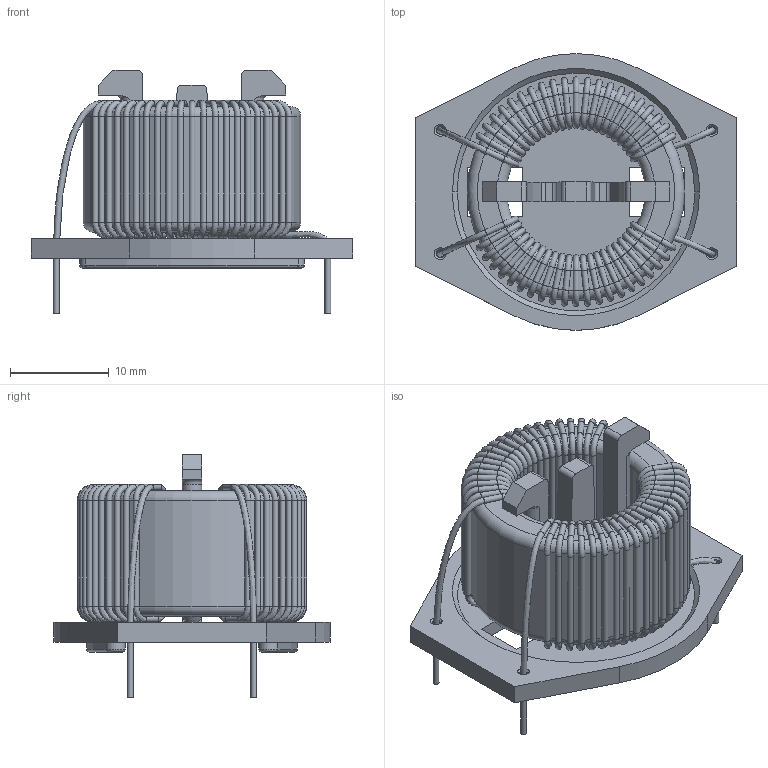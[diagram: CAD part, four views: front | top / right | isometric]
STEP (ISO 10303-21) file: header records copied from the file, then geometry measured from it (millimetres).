
FILE_DESCRIPTION(/* description */ ('Unknown'),/* implementation_level */ '2;1');
FILE_NAME(/* name */ '744734310',/* time_stamp */ '2020-08-13T11:47:55+02:00',/* author */ ('Unknown'),/* organization */ ('Unknown'),/* preprocessor_version */ 'ST-DEVELOPER v16.7',/* originating_system */ 'DEX',/* authorisation */ $);
FILE_SCHEMA (('AUTOMOTIVE_DESIGN {1 0 10303 214 3 1 1}'));
Length unit declared in the file: millimetre
Products named in the file (4): 744734310; Core; Coil; CMBH base
Assembly tree (3 placements, depth 2):
  744734310
    Core
    Coil
    CMBH base
Bounding box: 32.5 x 28 x 24.61 mm (x, y, z)
Volume: 4777.5 mm3; surface area: 6898 mm2
Topology: 4 solids, 4 shells, 446 faces, 952 edges, 516 vertices
Faces by surface type: cylinder 206, torus 102, bspline 92, plane 42, cone 4
Full cylindrical faces by diameter (mm): 0.6 x178, 0.8 x4, 14 x1, 22 x1
Entity records: 20893 total; most frequent: CARTESIAN_POINT 10308, DIRECTION 1720, ORIENTED_EDGE 1144, EDGE_LOOP 830, FACE_BOUND 830, AXIS2_PLACEMENT_3D 800, EDGE_CURVE 572, VERTEX_POINT 504
